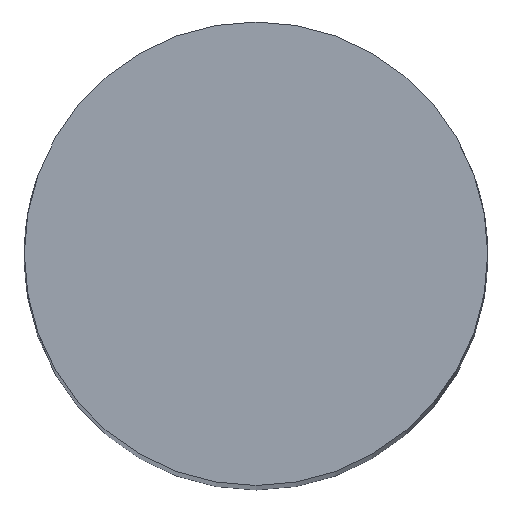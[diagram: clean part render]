
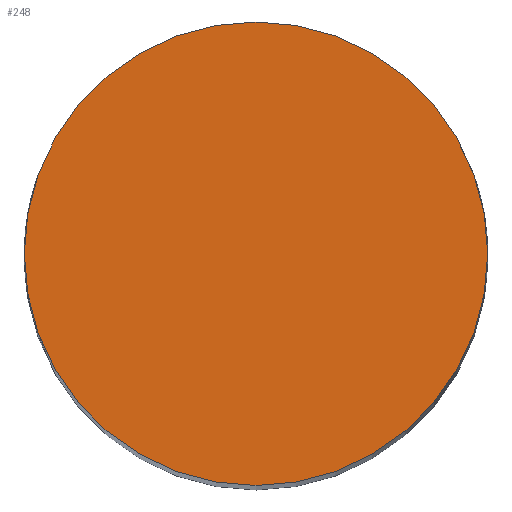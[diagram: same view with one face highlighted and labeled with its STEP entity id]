
A CAD part, top view. The second image highlights one B-rep face of the part: STEP entity #248.
In plain terms, the highlighted planar face has unit normal (0, 0, 1).
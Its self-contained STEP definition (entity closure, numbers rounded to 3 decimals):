
#1 = ORIENTED_EDGE ( 'NONE', *, *, #27, .T. ) ;
#17 = VERTEX_POINT ( 'NONE', #227 ) ;
#22 = CIRCLE ( 'NONE', #189, 9. ) ;
#27 = EDGE_CURVE ( 'NONE', #277, #17, #293, .T. ) ;
#32 = CARTESIAN_POINT ( 'NONE',  ( 9., 0., 100. ) ) ;
#43 = DIRECTION ( 'NONE',  ( 1., 0., 0. ) ) ;
#64 = DIRECTION ( 'NONE',  ( 1., 0., 0. ) ) ;
#180 = DIRECTION ( 'NONE',  ( 0., 0., 1. ) ) ;
#189 = AXIS2_PLACEMENT_3D ( 'NONE', #310, #340, #336 ) ;
#194 = FACE_OUTER_BOUND ( 'NONE', #382, .T. ) ;
#212 = EDGE_CURVE ( 'NONE', #17, #277, #22, .T. ) ;
#227 = CARTESIAN_POINT ( 'NONE',  ( -9., 0., 100. ) ) ;
#248 = ADVANCED_FACE ( 'NONE', ( #194 ), #337, .T. ) ;
#275 = CARTESIAN_POINT ( 'NONE',  ( 0., 0., 100. ) ) ;
#277 = VERTEX_POINT ( 'NONE', #32 ) ;
#293 = CIRCLE ( 'NONE', #358, 9. ) ;
#296 = AXIS2_PLACEMENT_3D ( 'NONE', #275, #180, #64 ) ;
#310 = CARTESIAN_POINT ( 'NONE',  ( 0., 0., 100. ) ) ;
#336 = DIRECTION ( 'NONE',  ( 1., 0., 0. ) ) ;
#337 = PLANE ( 'NONE',  #296 ) ;
#340 = DIRECTION ( 'NONE',  ( 0., 0., 1. ) ) ;
#357 = DIRECTION ( 'NONE',  ( 0., 0., 1. ) ) ;
#358 = AXIS2_PLACEMENT_3D ( 'NONE', #383, #357, #43 ) ;
#382 = EDGE_LOOP ( 'NONE', ( #391, #1 ) ) ;
#383 = CARTESIAN_POINT ( 'NONE',  ( 0., 0., 100. ) ) ;
#391 = ORIENTED_EDGE ( 'NONE', *, *, #212, .T. ) ;
